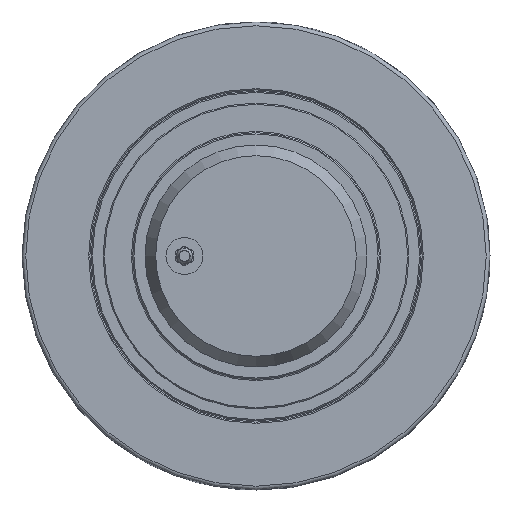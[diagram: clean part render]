
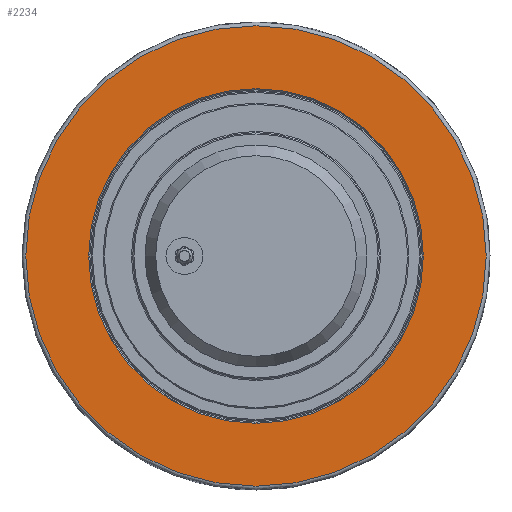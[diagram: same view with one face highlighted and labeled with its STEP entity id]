
A CAD part, left-side view. The second image highlights one B-rep face of the part: STEP entity #2234.
In plain terms, the highlighted planar face has unit normal (-1, 0, 0).
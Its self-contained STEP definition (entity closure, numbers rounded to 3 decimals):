
#112=FACE_BOUND('',#488,.T.);
#222=CIRCLE('',#2481,67.85);
#223=CIRCLE('',#2483,93.362);
#224=CIRCLE('',#2484,93.362);
#346=FACE_OUTER_BOUND('',#487,.T.);
#487=EDGE_LOOP('',(#1821,#1822));
#488=EDGE_LOOP('',(#1823));
#986=VERTEX_POINT('',#3720);
#987=VERTEX_POINT('',#3724);
#988=VERTEX_POINT('',#3725);
#1271=EDGE_CURVE('',#986,#986,#222,.T.);
#1273=EDGE_CURVE('',#987,#988,#223,.T.);
#1274=EDGE_CURVE('',#988,#987,#224,.T.);
#1821=ORIENTED_EDGE('',*,*,#1273,.F.);
#1822=ORIENTED_EDGE('',*,*,#1274,.F.);
#1823=ORIENTED_EDGE('',*,*,#1271,.F.);
#2014=PLANE('',#2482);
#2234=ADVANCED_FACE('',(#346,#112),#2014,.T.);
#2481=AXIS2_PLACEMENT_3D('',#3721,#3079,#3080);
#2482=AXIS2_PLACEMENT_3D('',#3723,#3082,#3083);
#2483=AXIS2_PLACEMENT_3D('',#3726,#3084,#3085);
#2484=AXIS2_PLACEMENT_3D('',#3727,#3086,#3087);
#3079=DIRECTION('center_axis',(-1.,0.,0.));
#3080=DIRECTION('ref_axis',(0.,-0.866,0.5));
#3082=DIRECTION('center_axis',(-1.,0.,0.));
#3083=DIRECTION('ref_axis',(0.,0.5,0.866));
#3084=DIRECTION('center_axis',(1.,0.,0.));
#3085=DIRECTION('ref_axis',(0.,-0.866,0.5));
#3086=DIRECTION('center_axis',(1.,0.,0.));
#3087=DIRECTION('ref_axis',(0.,-0.866,0.5));
#3720=CARTESIAN_POINT('',(-14.864,62.208,-33.925));
#3721=CARTESIAN_POINT('Origin',(-14.864,3.448,0.));
#3723=CARTESIAN_POINT('Origin',(-14.864,73.679,-40.548));
#3724=CARTESIAN_POINT('',(-14.864,84.302,-46.681));
#3725=CARTESIAN_POINT('',(-14.864,50.129,80.854));
#3726=CARTESIAN_POINT('Origin',(-14.864,3.448,0.));
#3727=CARTESIAN_POINT('Origin',(-14.864,3.448,0.));
